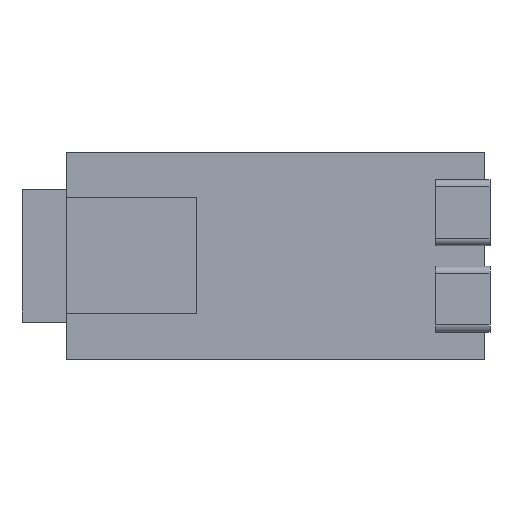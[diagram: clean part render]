
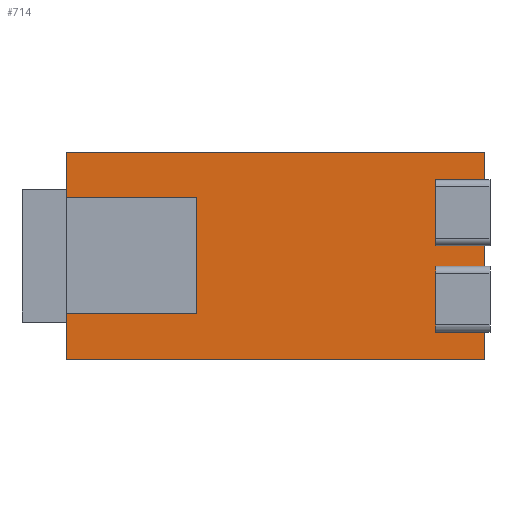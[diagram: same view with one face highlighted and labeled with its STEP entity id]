
A CAD part, top view. The second image highlights one B-rep face of the part: STEP entity #714.
In plain terms, the highlighted planar face has unit normal (0, 0, 1).
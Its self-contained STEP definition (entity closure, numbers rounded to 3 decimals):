
#18=PLANE('',#777);
#54=FACE_OUTER_BOUND('',#94,.T.);
#94=EDGE_LOOP('',(#515,#516,#517,#518,#519,#520,#521,#522,#523,#524,#525,
#526,#527,#528,#529,#530));
#129=LINE('',#1028,#217);
#134=LINE('',#1044,#222);
#141=LINE('',#1067,#229);
#142=LINE('',#1069,#230);
#143=LINE('',#1071,#231);
#144=LINE('',#1073,#232);
#145=LINE('',#1075,#233);
#146=LINE('',#1077,#234);
#147=LINE('',#1079,#235);
#148=LINE('',#1081,#236);
#149=LINE('',#1083,#237);
#150=LINE('',#1085,#238);
#151=LINE('',#1087,#239);
#152=LINE('',#1089,#240);
#153=LINE('',#1091,#241);
#154=LINE('',#1092,#242);
#217=VECTOR('',#826,10.);
#222=VECTOR('',#839,10.);
#229=VECTOR('',#862,10.);
#230=VECTOR('',#863,10.);
#231=VECTOR('',#864,10.);
#232=VECTOR('',#865,10.);
#233=VECTOR('',#866,10.);
#234=VECTOR('',#867,10.);
#235=VECTOR('',#868,10.);
#236=VECTOR('',#869,10.);
#237=VECTOR('',#870,10.);
#238=VECTOR('',#871,10.);
#239=VECTOR('',#872,10.);
#240=VECTOR('',#873,10.);
#241=VECTOR('',#874,10.);
#242=VECTOR('',#875,10.);
#321=VERTEX_POINT('',#1024);
#323=VERTEX_POINT('',#1027);
#327=VERTEX_POINT('',#1036);
#330=VERTEX_POINT('',#1042);
#339=VERTEX_POINT('',#1068);
#340=VERTEX_POINT('',#1070);
#341=VERTEX_POINT('',#1072);
#342=VERTEX_POINT('',#1074);
#343=VERTEX_POINT('',#1076);
#344=VERTEX_POINT('',#1078);
#345=VERTEX_POINT('',#1080);
#346=VERTEX_POINT('',#1082);
#347=VERTEX_POINT('',#1084);
#348=VERTEX_POINT('',#1086);
#349=VERTEX_POINT('',#1088);
#350=VERTEX_POINT('',#1090);
#390=EDGE_CURVE('',#323,#321,#129,.T.);
#398=EDGE_CURVE('',#330,#327,#134,.T.);
#409=EDGE_CURVE('',#321,#327,#141,.T.);
#410=EDGE_CURVE('',#330,#339,#142,.T.);
#411=EDGE_CURVE('',#339,#340,#143,.T.);
#412=EDGE_CURVE('',#340,#341,#144,.T.);
#413=EDGE_CURVE('',#341,#342,#145,.T.);
#414=EDGE_CURVE('',#342,#343,#146,.T.);
#415=EDGE_CURVE('',#343,#344,#147,.T.);
#416=EDGE_CURVE('',#344,#345,#148,.T.);
#417=EDGE_CURVE('',#345,#346,#149,.T.);
#418=EDGE_CURVE('',#346,#347,#150,.T.);
#419=EDGE_CURVE('',#347,#348,#151,.T.);
#420=EDGE_CURVE('',#348,#349,#152,.T.);
#421=EDGE_CURVE('',#350,#349,#153,.T.);
#422=EDGE_CURVE('',#350,#323,#154,.T.);
#515=ORIENTED_EDGE('',*,*,#409,.T.);
#516=ORIENTED_EDGE('',*,*,#398,.F.);
#517=ORIENTED_EDGE('',*,*,#410,.T.);
#518=ORIENTED_EDGE('',*,*,#411,.T.);
#519=ORIENTED_EDGE('',*,*,#412,.T.);
#520=ORIENTED_EDGE('',*,*,#413,.T.);
#521=ORIENTED_EDGE('',*,*,#414,.T.);
#522=ORIENTED_EDGE('',*,*,#415,.T.);
#523=ORIENTED_EDGE('',*,*,#416,.T.);
#524=ORIENTED_EDGE('',*,*,#417,.T.);
#525=ORIENTED_EDGE('',*,*,#418,.T.);
#526=ORIENTED_EDGE('',*,*,#419,.T.);
#527=ORIENTED_EDGE('',*,*,#420,.T.);
#528=ORIENTED_EDGE('',*,*,#421,.F.);
#529=ORIENTED_EDGE('',*,*,#422,.T.);
#530=ORIENTED_EDGE('',*,*,#390,.T.);
#714=ADVANCED_FACE('',(#54),#18,.T.);
#777=AXIS2_PLACEMENT_3D('',#1066,#860,#861);
#826=DIRECTION('',(-1.,0.,0.));
#839=DIRECTION('',(-1.,0.,0.));
#860=DIRECTION('center_axis',(0.,0.,1.));
#861=DIRECTION('ref_axis',(1.,0.,0.));
#862=DIRECTION('',(0.,1.,0.));
#863=DIRECTION('',(0.,1.,0.));
#864=DIRECTION('',(-1.,0.,0.));
#865=DIRECTION('',(0.,-1.,0.));
#866=DIRECTION('',(1.,0.,0.));
#867=DIRECTION('',(0.,-1.,0.));
#868=DIRECTION('',(-1.,0.,0.));
#869=DIRECTION('',(0.,-1.,0.));
#870=DIRECTION('',(1.,0.,0.));
#871=DIRECTION('',(0.,1.,0.));
#872=DIRECTION('',(-1.,0.,0.));
#873=DIRECTION('',(0.,1.,0.));
#874=DIRECTION('',(-1.,0.,0.));
#875=DIRECTION('',(0.,1.,0.));
#1024=CARTESIAN_POINT('',(21.831,2.4,1.7));
#1027=CARTESIAN_POINT('',(28.5,2.4,1.7));
#1028=CARTESIAN_POINT('',(29.231,2.4,1.7));
#1036=CARTESIAN_POINT('',(21.831,9.4,1.7));
#1042=CARTESIAN_POINT('',(28.5,9.4,1.7));
#1044=CARTESIAN_POINT('',(29.231,9.4,1.7));
#1066=CARTESIAN_POINT('Origin',(0.,0.,1.7));
#1067=CARTESIAN_POINT('',(21.831,5.2,1.7));
#1068=CARTESIAN_POINT('',(28.5,14.1,1.7));
#1069=CARTESIAN_POINT('',(28.5,14.1,1.7));
#1070=CARTESIAN_POINT('',(-28.5,14.1,1.7));
#1071=CARTESIAN_POINT('',(-28.5,14.1,1.7));
#1072=CARTESIAN_POINT('',(-28.5,7.9,1.7));
#1073=CARTESIAN_POINT('',(-28.5,-14.1,1.7));
#1074=CARTESIAN_POINT('',(-10.7,7.9,1.7));
#1075=CARTESIAN_POINT('',(-5.35,7.9,1.7));
#1076=CARTESIAN_POINT('',(-10.7,-7.9,1.7));
#1077=CARTESIAN_POINT('',(-10.7,-3.95,1.7));
#1078=CARTESIAN_POINT('',(-28.5,-7.9,1.7));
#1079=CARTESIAN_POINT('',(-14.25,-7.9,1.7));
#1080=CARTESIAN_POINT('',(-28.5,-14.1,1.7));
#1081=CARTESIAN_POINT('',(-28.5,-14.1,1.7));
#1082=CARTESIAN_POINT('',(28.5,-14.1,1.7));
#1083=CARTESIAN_POINT('',(28.5,-14.1,1.7));
#1084=CARTESIAN_POINT('',(28.5,-9.4,1.7));
#1085=CARTESIAN_POINT('',(28.5,14.1,1.7));
#1086=CARTESIAN_POINT('',(21.831,-9.4,1.7));
#1087=CARTESIAN_POINT('',(29.231,-9.4,1.7));
#1088=CARTESIAN_POINT('',(21.831,-2.4,1.7));
#1089=CARTESIAN_POINT('',(21.831,-0.7,1.7));
#1090=CARTESIAN_POINT('',(28.5,-2.4,1.7));
#1091=CARTESIAN_POINT('',(29.231,-2.4,1.7));
#1092=CARTESIAN_POINT('',(28.5,14.1,1.7));
